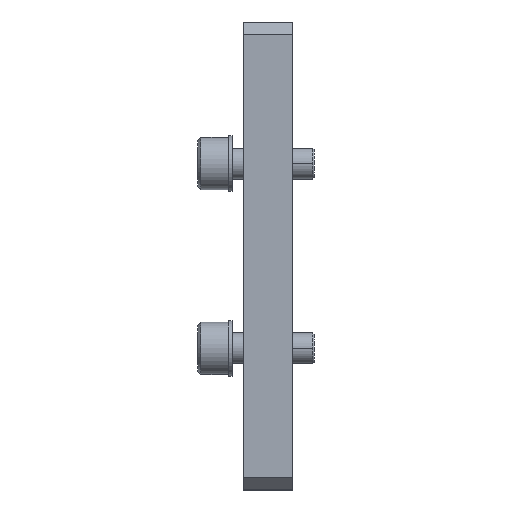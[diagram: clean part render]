
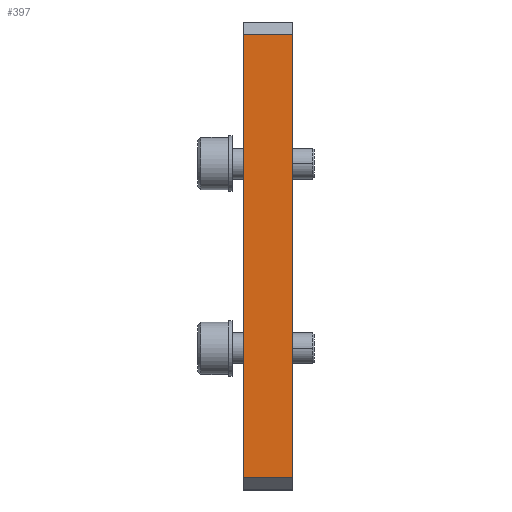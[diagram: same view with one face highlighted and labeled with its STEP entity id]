
A CAD part, left-side view. The second image highlights one B-rep face of the part: STEP entity #397.
In plain terms, the highlighted planar face has unit normal (-1, 0, 0).
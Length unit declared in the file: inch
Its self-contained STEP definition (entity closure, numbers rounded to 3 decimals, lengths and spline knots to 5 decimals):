
#274 = ORIENTED_EDGE ( 'NONE', *, *, #4208, .F. ) ;
#397 = ADVANCED_FACE ( 'NONE', ( #5262 ), #2748, .F. ) ;
#459 = ORIENTED_EDGE ( 'NONE', *, *, #7170, .F. ) ;
#1038 = DIRECTION ( 'NONE',  ( 0., 0., -1. ) ) ;
#1071 = DIRECTION ( 'NONE',  ( 0., 0., 1. ) ) ;
#1534 = DIRECTION ( 'NONE',  ( 1., 0., 0. ) ) ;
#1565 = LINE ( 'NONE', #6449, #5165 ) ;
#1590 = VERTEX_POINT ( 'NONE', #4013 ) ;
#1657 = CARTESIAN_POINT ( 'NONE',  ( -2.3622, 0.15748, 1.49606 ) ) ;
#1661 = VERTEX_POINT ( 'NONE', #6026 ) ;
#1984 = VECTOR ( 'NONE', #1071, 39.37008 ) ;
#2172 = EDGE_CURVE ( 'NONE', #1590, #1661, #5644, .T. ) ;
#2260 = VERTEX_POINT ( 'NONE', #6884 ) ;
#2748 = PLANE ( 'NONE',  #4182 ) ;
#2934 = VECTOR ( 'NONE', #1038, 39.37008 ) ;
#3279 = DIRECTION ( 'NONE',  ( 0., -1., 0. ) ) ;
#3410 = CARTESIAN_POINT ( 'NONE',  ( -2.3622, -0.15748, 1.49606 ) ) ;
#3530 = LINE ( 'NONE', #3410, #2934 ) ;
#4013 = CARTESIAN_POINT ( 'NONE',  ( -2.3622, 0.15748, -1.41732 ) ) ;
#4182 = AXIS2_PLACEMENT_3D ( 'NONE', #1657, #1534, #5180 ) ;
#4208 = EDGE_CURVE ( 'NONE', #2260, #1661, #3530, .T. ) ;
#4281 = EDGE_LOOP ( 'NONE', ( #459, #4497, #4603, #274 ) ) ;
#4399 = CARTESIAN_POINT ( 'NONE',  ( -2.3622, 0.15748, -1.41732 ) ) ;
#4497 = ORIENTED_EDGE ( 'NONE', *, *, #7546, .F. ) ;
#4603 = ORIENTED_EDGE ( 'NONE', *, *, #2172, .T. ) ;
#5165 = VECTOR ( 'NONE', #6303, 39.37008 ) ;
#5180 = DIRECTION ( 'NONE',  ( 0., -1., 0. ) ) ;
#5262 = FACE_OUTER_BOUND ( 'NONE', #4281, .T. ) ;
#5644 = LINE ( 'NONE', #4399, #7280 ) ;
#6026 = CARTESIAN_POINT ( 'NONE',  ( -2.3622, -0.15748, -1.41732 ) ) ;
#6079 = CARTESIAN_POINT ( 'NONE',  ( -2.3622, 0.15748, 1.41732 ) ) ;
#6303 = DIRECTION ( 'NONE',  ( 0., -1., 0. ) ) ;
#6449 = CARTESIAN_POINT ( 'NONE',  ( -2.3622, 0.15748, 1.41732 ) ) ;
#6884 = CARTESIAN_POINT ( 'NONE',  ( -2.3622, -0.15748, 1.41732 ) ) ;
#7170 = EDGE_CURVE ( 'NONE', #7589, #2260, #1565, .T. ) ;
#7249 = CARTESIAN_POINT ( 'NONE',  ( -2.3622, 0.15748, 1.49606 ) ) ;
#7280 = VECTOR ( 'NONE', #3279, 39.37008 ) ;
#7546 = EDGE_CURVE ( 'NONE', #1590, #7589, #7805, .T. ) ;
#7589 = VERTEX_POINT ( 'NONE', #6079 ) ;
#7805 = LINE ( 'NONE', #7249, #1984 ) ;
